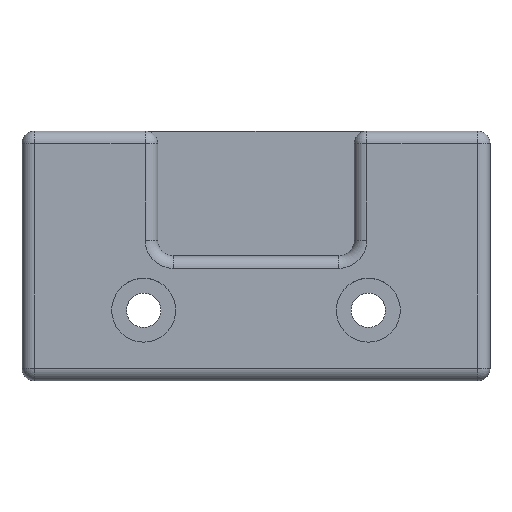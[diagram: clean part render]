
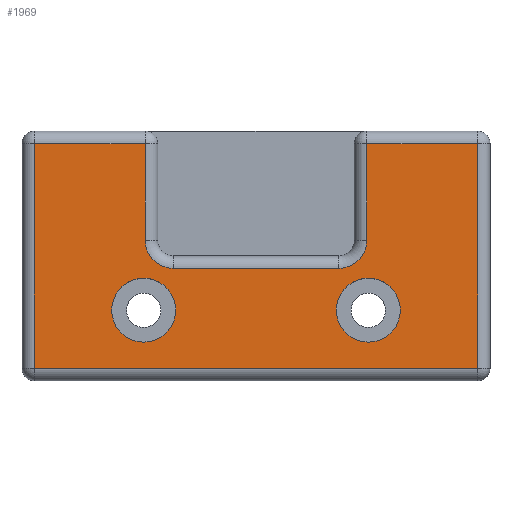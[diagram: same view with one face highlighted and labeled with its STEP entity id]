
A CAD part, top view. The second image highlights one B-rep face of the part: STEP entity #1969.
In plain terms, the highlighted planar face has unit normal (0, 0, 1).
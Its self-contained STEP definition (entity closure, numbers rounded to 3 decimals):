
#66=FACE_BOUND('',#295,.T.);
#67=FACE_BOUND('',#296,.T.);
#80=CIRCLE('',#2081,2.05);
#88=CIRCLE('',#2094,1.8);
#102=CIRCLE('',#2128,1.8);
#103=CIRCLE('',#2129,2.05);
#175=FACE_OUTER_BOUND('',#294,.T.);
#294=EDGE_LOOP('',(#1433,#1434,#1435,#1436,#1437,#1438,#1439,#1440,#1441,
#1442));
#295=EDGE_LOOP('',(#1443));
#296=EDGE_LOOP('',(#1444));
#408=LINE('',#2910,#626);
#410=LINE('',#2931,#628);
#412=LINE('',#2936,#630);
#448=LINE('',#3023,#666);
#450=LINE('',#3029,#668);
#451=LINE('',#3031,#669);
#452=LINE('',#3033,#670);
#453=LINE('',#3035,#671);
#626=VECTOR('',#2313,10.);
#628=VECTOR('',#2337,10.);
#630=VECTOR('',#2343,10.);
#666=VECTOR('',#2429,10.);
#668=VECTOR('',#2435,10.);
#669=VECTOR('',#2436,10.);
#670=VECTOR('',#2437,10.);
#671=VECTOR('',#2438,10.);
#843=VERTEX_POINT('',#2895);
#846=VERTEX_POINT('',#2906);
#848=VERTEX_POINT('',#2909);
#851=VERTEX_POINT('',#2919);
#853=VERTEX_POINT('',#2922);
#855=VERTEX_POINT('',#2928);
#883=VERTEX_POINT('',#3022);
#885=VERTEX_POINT('',#3028);
#886=VERTEX_POINT('',#3030);
#887=VERTEX_POINT('',#3032);
#888=VERTEX_POINT('',#3034);
#889=VERTEX_POINT('',#3037);
#1027=EDGE_CURVE('',#843,#843,#80,.T.);
#1033=EDGE_CURVE('',#848,#846,#408,.T.);
#1039=EDGE_CURVE('',#853,#851,#88,.T.);
#1043=EDGE_CURVE('',#851,#855,#410,.T.);
#1046=EDGE_CURVE('',#855,#848,#412,.T.);
#1090=EDGE_CURVE('',#853,#883,#448,.T.);
#1093=EDGE_CURVE('',#885,#846,#450,.T.);
#1094=EDGE_CURVE('',#886,#885,#451,.T.);
#1095=EDGE_CURVE('',#887,#886,#452,.T.);
#1096=EDGE_CURVE('',#888,#887,#453,.T.);
#1097=EDGE_CURVE('',#883,#888,#102,.T.);
#1098=EDGE_CURVE('',#889,#889,#103,.T.);
#1433=ORIENTED_EDGE('',*,*,#1093,.F.);
#1434=ORIENTED_EDGE('',*,*,#1094,.F.);
#1435=ORIENTED_EDGE('',*,*,#1095,.F.);
#1436=ORIENTED_EDGE('',*,*,#1096,.F.);
#1437=ORIENTED_EDGE('',*,*,#1097,.F.);
#1438=ORIENTED_EDGE('',*,*,#1090,.F.);
#1439=ORIENTED_EDGE('',*,*,#1039,.T.);
#1440=ORIENTED_EDGE('',*,*,#1043,.T.);
#1441=ORIENTED_EDGE('',*,*,#1046,.T.);
#1442=ORIENTED_EDGE('',*,*,#1033,.T.);
#1443=ORIENTED_EDGE('',*,*,#1027,.F.);
#1444=ORIENTED_EDGE('',*,*,#1098,.T.);
#1885=PLANE('',#2127);
#1969=ADVANCED_FACE('',(#175,#66,#67),#1885,.T.);
#2081=AXIS2_PLACEMENT_3D('',#2896,#2297,#2298);
#2094=AXIS2_PLACEMENT_3D('',#2923,#2327,#2328);
#2127=AXIS2_PLACEMENT_3D('',#3027,#2433,#2434);
#2128=AXIS2_PLACEMENT_3D('',#3036,#2439,#2440);
#2129=AXIS2_PLACEMENT_3D('',#3038,#2441,#2442);
#2297=DIRECTION('center_axis',(0.,0.,1.));
#2298=DIRECTION('ref_axis',(1.,0.,0.));
#2313=DIRECTION('',(0.,-1.,0.));
#2327=DIRECTION('center_axis',(0.,0.,-1.));
#2328=DIRECTION('ref_axis',(-0.707,-0.707,0.));
#2337=DIRECTION('',(0.,1.,0.));
#2343=DIRECTION('',(-1.,0.,0.));
#2429=DIRECTION('',(1.,0.,0.));
#2433=DIRECTION('center_axis',(0.,0.,1.));
#2434=DIRECTION('ref_axis',(1.,0.,0.));
#2435=DIRECTION('',(-1.,0.,0.));
#2436=DIRECTION('',(0.,-1.,0.));
#2437=DIRECTION('',(1.,0.,0.));
#2438=DIRECTION('',(0.,1.,0.));
#2439=DIRECTION('center_axis',(0.,0.,1.));
#2440=DIRECTION('ref_axis',(0.707,-0.707,0.));
#2441=DIRECTION('center_axis',(0.,0.,-1.));
#2442=DIRECTION('ref_axis',(-1.,0.,0.));
#2895=CARTESIAN_POINT('',(-9.25,-3.478,6.65));
#2896=CARTESIAN_POINT('Origin',(-7.2,-3.478,6.65));
#2906=CARTESIAN_POINT('',(-14.2,-7.2,6.65));
#2909=CARTESIAN_POINT('',(-14.2,7.2,6.65));
#2910=CARTESIAN_POINT('',(-14.2,-4.,6.65));
#2919=CARTESIAN_POINT('',(-7.1,1.,6.65));
#2922=CARTESIAN_POINT('',(-5.3,-0.8,6.65));
#2923=CARTESIAN_POINT('Origin',(-5.3,1.,6.65));
#2928=CARTESIAN_POINT('',(-7.1,7.2,6.65));
#2931=CARTESIAN_POINT('',(-7.1,4.,6.65));
#2936=CARTESIAN_POINT('',(-7.5,7.2,6.65));
#3022=CARTESIAN_POINT('',(5.3,-0.8,6.65));
#3023=CARTESIAN_POINT('',(3.15,-0.8,6.65));
#3027=CARTESIAN_POINT('Origin',(0.,0.,6.65));
#3028=CARTESIAN_POINT('',(14.2,-7.2,6.65));
#3029=CARTESIAN_POINT('',(-7.5,-7.2,6.65));
#3030=CARTESIAN_POINT('',(14.2,7.2,6.65));
#3031=CARTESIAN_POINT('',(14.2,-4.,6.65));
#3032=CARTESIAN_POINT('',(7.1,7.2,6.65));
#3033=CARTESIAN_POINT('',(7.5,7.2,6.65));
#3034=CARTESIAN_POINT('',(7.1,1.,6.65));
#3035=CARTESIAN_POINT('',(7.1,4.,6.65));
#3036=CARTESIAN_POINT('Origin',(5.3,1.,6.65));
#3037=CARTESIAN_POINT('',(9.25,-3.478,6.65));
#3038=CARTESIAN_POINT('Origin',(7.2,-3.478,6.65));
